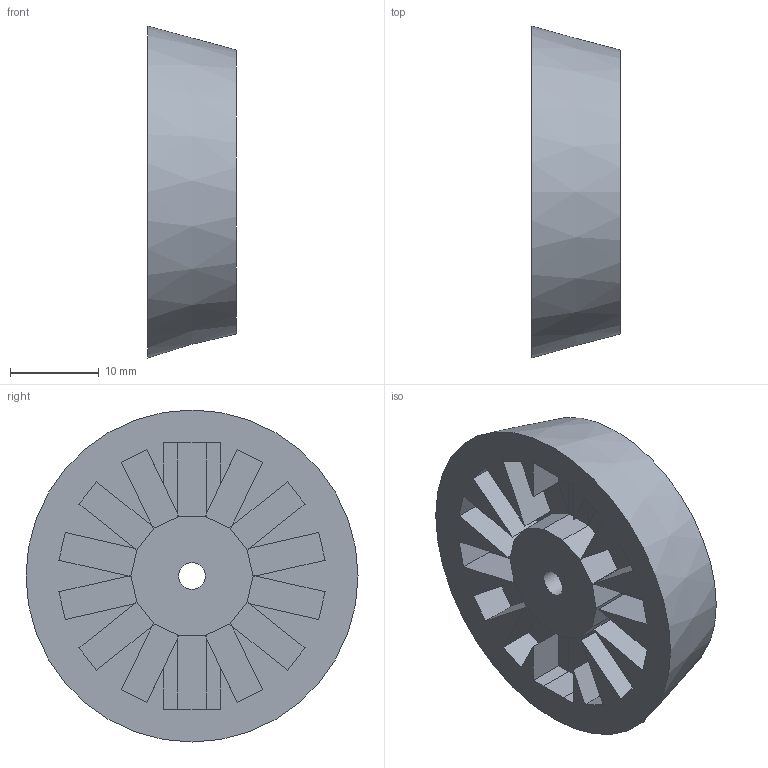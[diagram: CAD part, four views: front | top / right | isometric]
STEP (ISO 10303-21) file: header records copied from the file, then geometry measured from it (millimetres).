
FILE_DESCRIPTION(('FreeCAD Model'),'2;1');
FILE_NAME('Open CASCADE Shape Model','2022-02-11T17:29:49',('Author'),( ''),'Open CASCADE STEP processor 7.5','FreeCAD','Unknown');
FILE_SCHEMA(('AUTOMOTIVE_DESIGN { 1 0 10303 214 1 1 1 1 }'));
Length unit declared in the file: millimetre
Products named in the file (1): Body
Bounding box: 10 x 37.38 x 37.38 mm (x, y, z)
Volume: 7700.6 mm3; surface area: 4297.7 mm2
Topology: 1 solids, 1 shells, 101 faces, 262 edges, 164 vertices
Faces by surface type: plane 99, cone 1, cylinder 1
Full cylindrical faces by diameter (mm): 3 x1
Entity records: 6414 total; most frequent: CARTESIAN_POINT 1072, DIRECTION 984, LINE 770, VECTOR 770, ORIENTED_EDGE 524, PCURVE 524, DEFINITIONAL_REPRESENTATION 524, EDGE_CURVE 262
